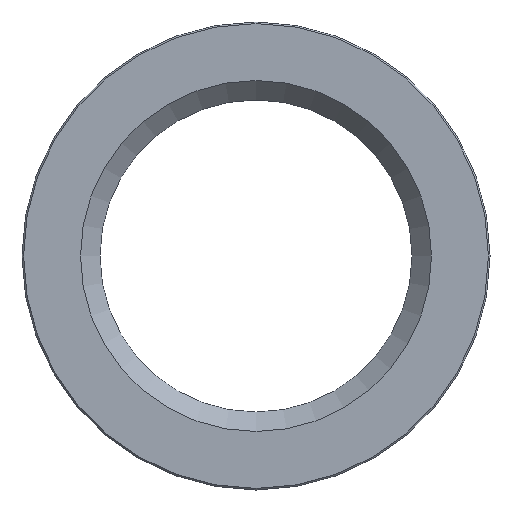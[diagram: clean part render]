
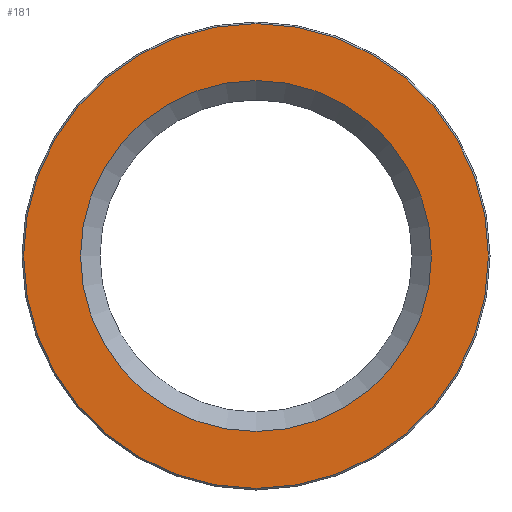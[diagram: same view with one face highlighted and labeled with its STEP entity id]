
A CAD part, left-side view. The second image highlights one B-rep face of the part: STEP entity #181.
In plain terms, the highlighted planar face has unit normal (-1, 0, 0).
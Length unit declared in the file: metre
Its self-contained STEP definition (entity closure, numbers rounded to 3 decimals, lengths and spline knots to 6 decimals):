
#25=PLANE('',#224);
#37=ORIENTED_EDGE('',*,*,#67,.T.);
#38=ORIENTED_EDGE('',*,*,#66,.F.);
#66=EDGE_CURVE('',#82,#82,#98,.T.);
#67=EDGE_CURVE('',#83,#83,#99,.T.);
#82=VERTEX_POINT('',#336);
#83=VERTEX_POINT('',#339);
#98=CIRCLE('',#223,0.05625);
#99=CIRCLE('',#225,0.0745);
#117=EDGE_LOOP('',(#37));
#118=EDGE_LOOP('',(#38));
#149=FACE_BOUND('',#117,.T.);
#150=FACE_BOUND('',#118,.T.);
#181=ADVANCED_FACE('',(#149,#150),#25,.F.);
#223=AXIS2_PLACEMENT_3D('',#335,#273,#274);
#224=AXIS2_PLACEMENT_3D('',#337,#275,#276);
#225=AXIS2_PLACEMENT_3D('',#338,#277,#278);
#273=DIRECTION('',(-1.,0.,0.));
#274=DIRECTION('',(0.,0.,1.));
#275=DIRECTION('',(1.,0.,0.));
#276=DIRECTION('',(0.,0.,-1.));
#277=DIRECTION('',(-1.,0.,0.));
#278=DIRECTION('',(0.,0.,1.));
#335=CARTESIAN_POINT('',(-0.013185,0.,0.));
#336=CARTESIAN_POINT('',(-0.013185,0.,0.05625));
#337=CARTESIAN_POINT('',(-0.013185,0.0745,0.));
#338=CARTESIAN_POINT('',(-0.013185,0.,0.));
#339=CARTESIAN_POINT('',(-0.013185,0.,0.0745));
